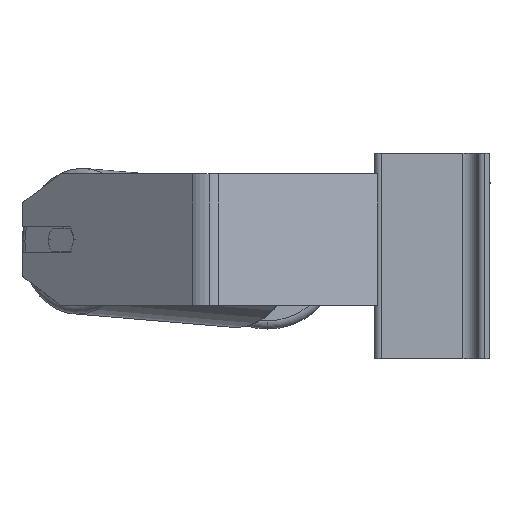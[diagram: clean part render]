
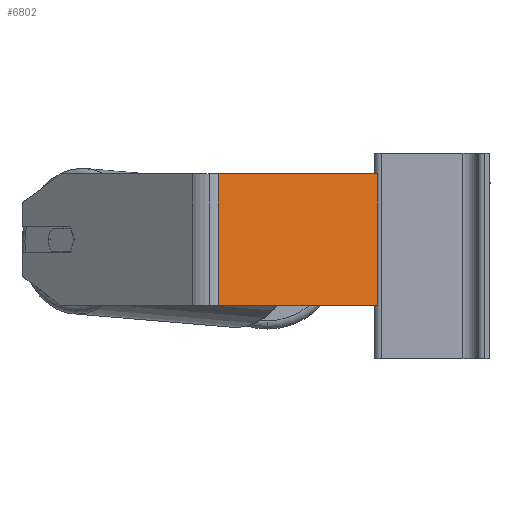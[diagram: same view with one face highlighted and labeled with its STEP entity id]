
A CAD part, left-side view. The second image highlights one B-rep face of the part: STEP entity #6802.
In plain terms, the highlighted planar face has unit normal (-0.94, -0.342, 0).
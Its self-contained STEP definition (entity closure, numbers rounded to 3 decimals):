
#93 = DIRECTION ( 'NONE',  ( 0., 0., -1. ) ) ;
#154 = FACE_OUTER_BOUND ( 'NONE', #8045, .T. ) ;
#496 = VERTEX_POINT ( 'NONE', #3729 ) ;
#619 = PLANE ( 'NONE',  #4604 ) ;
#881 = CARTESIAN_POINT ( 'NONE',  ( -287.518, 15.948, 50. ) ) ;
#1687 = DIRECTION ( 'NONE',  ( 0., 0., -1. ) ) ;
#1891 = VECTOR ( 'NONE', #93, 1000. ) ;
#1894 = EDGE_CURVE ( 'NONE', #7295, #2125, #5515, .T. ) ;
#2125 = VERTEX_POINT ( 'NONE', #3996 ) ;
#3305 = VERTEX_POINT ( 'NONE', #4960 ) ;
#3635 = CARTESIAN_POINT ( 'NONE',  ( -326., 121.676, 50. ) ) ;
#3729 = CARTESIAN_POINT ( 'NONE',  ( -322.84, 112.996, 50. ) ) ;
#3996 = CARTESIAN_POINT ( 'NONE',  ( -287.518, 15.948, -30. ) ) ;
#4019 = DIRECTION ( 'NONE',  ( 0.94, 0.342, 0. ) ) ;
#4604 = AXIS2_PLACEMENT_3D ( 'NONE', #6870, #4019, #5237 ) ;
#4702 = VECTOR ( 'NONE', #4841, 1000. ) ;
#4841 = DIRECTION ( 'NONE',  ( 0.342, -0.94, 0. ) ) ;
#4960 = CARTESIAN_POINT ( 'NONE',  ( -287.518, 15.948, 50. ) ) ;
#5237 = DIRECTION ( 'NONE',  ( -0.342, 0.94, 0. ) ) ;
#5497 = CARTESIAN_POINT ( 'NONE',  ( -322.84, 112.996, -30. ) ) ;
#5515 = LINE ( 'NONE', #10655, #5928 ) ;
#5559 = EDGE_CURVE ( 'NONE', #3305, #2125, #7597, .T. ) ;
#5624 = VECTOR ( 'NONE', #1687, 1000. ) ;
#5928 = VECTOR ( 'NONE', #9720, 1000. ) ;
#6577 = ORIENTED_EDGE ( 'NONE', *, *, #5559, .F. ) ;
#6802 = ADVANCED_FACE ( 'NONE', ( #154 ), #619, .F. ) ;
#6870 = CARTESIAN_POINT ( 'NONE',  ( -326., 121.676, 50. ) ) ;
#6948 = LINE ( 'NONE', #9459, #5624 ) ;
#7183 = ORIENTED_EDGE ( 'NONE', *, *, #9287, .T. ) ;
#7187 = ORIENTED_EDGE ( 'NONE', *, *, #7953, .F. ) ;
#7295 = VERTEX_POINT ( 'NONE', #5497 ) ;
#7377 = LINE ( 'NONE', #3635, #4702 ) ;
#7597 = LINE ( 'NONE', #881, #1891 ) ;
#7953 = EDGE_CURVE ( 'NONE', #496, #3305, #7377, .T. ) ;
#8045 = EDGE_LOOP ( 'NONE', ( #8565, #6577, #7187, #7183 ) ) ;
#8565 = ORIENTED_EDGE ( 'NONE', *, *, #1894, .T. ) ;
#9287 = EDGE_CURVE ( 'NONE', #496, #7295, #6948, .T. ) ;
#9459 = CARTESIAN_POINT ( 'NONE',  ( -322.84, 112.996, 50. ) ) ;
#9720 = DIRECTION ( 'NONE',  ( 0.342, -0.94, 0. ) ) ;
#10655 = CARTESIAN_POINT ( 'NONE',  ( -326., 121.676, -30. ) ) ;
